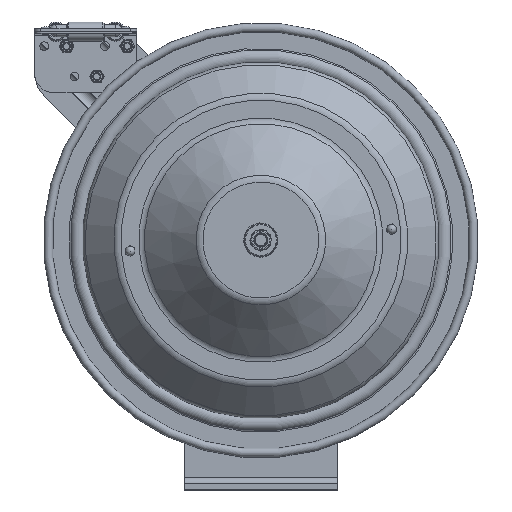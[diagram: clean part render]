
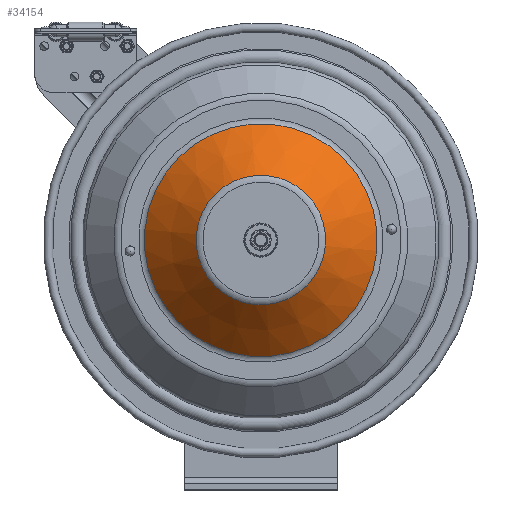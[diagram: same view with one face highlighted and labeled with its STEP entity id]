
A CAD part, top view. The second image highlights one B-rep face of the part: STEP entity #34154.
In plain terms, the highlighted conical face has half-angle 45 degrees and reference radius 89.911 mm.
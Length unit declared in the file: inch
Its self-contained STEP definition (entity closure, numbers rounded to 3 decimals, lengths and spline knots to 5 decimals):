
#3698=LINE('',#53433,#6535);
#6535=VECTOR('',#43496,3.53979);
#7984=CONICAL_SURFACE('',#37151,3.53979,0.785);
#8837=FACE_OUTER_BOUND('',#10465,.T.);
#10465=EDGE_LOOP('',(#27209,#27210,#27211,#27212,#27213,#27214,#27215,#27216));
#12453=CIRCLE('',#37148,2.53087);
#12454=CIRCLE('',#37149,2.53087);
#12455=CIRCLE('',#37150,2.53087);
#12456=CIRCLE('',#37152,4.54871);
#12457=CIRCLE('',#37153,4.54871);
#12458=CIRCLE('',#37154,4.54871);
#14949=VERTEX_POINT('',#53424);
#14950=VERTEX_POINT('',#53426);
#14951=VERTEX_POINT('',#53428);
#14952=VERTEX_POINT('',#53432);
#14953=VERTEX_POINT('',#53434);
#14954=VERTEX_POINT('',#53436);
#19838=EDGE_CURVE('',#14949,#14950,#12453,.T.);
#19839=EDGE_CURVE('',#14950,#14951,#12454,.T.);
#19840=EDGE_CURVE('',#14951,#14949,#12455,.T.);
#19841=EDGE_CURVE('',#14951,#14952,#3698,.T.);
#19842=EDGE_CURVE('',#14952,#14953,#12456,.T.);
#19843=EDGE_CURVE('',#14953,#14954,#12457,.T.);
#19844=EDGE_CURVE('',#14954,#14952,#12458,.T.);
#27209=ORIENTED_EDGE('',*,*,#19839,.F.);
#27210=ORIENTED_EDGE('',*,*,#19838,.F.);
#27211=ORIENTED_EDGE('',*,*,#19840,.F.);
#27212=ORIENTED_EDGE('',*,*,#19841,.T.);
#27213=ORIENTED_EDGE('',*,*,#19842,.T.);
#27214=ORIENTED_EDGE('',*,*,#19843,.T.);
#27215=ORIENTED_EDGE('',*,*,#19844,.T.);
#27216=ORIENTED_EDGE('',*,*,#19841,.F.);
#34154=ADVANCED_FACE('',(#8837),#7984,.T.);
#37148=AXIS2_PLACEMENT_3D('',#53427,#43488,#43489);
#37149=AXIS2_PLACEMENT_3D('',#53429,#43490,#43491);
#37150=AXIS2_PLACEMENT_3D('',#53430,#43492,#43493);
#37151=AXIS2_PLACEMENT_3D('',#53431,#43494,#43495);
#37152=AXIS2_PLACEMENT_3D('',#53435,#43497,#43498);
#37153=AXIS2_PLACEMENT_3D('',#53437,#43499,#43500);
#37154=AXIS2_PLACEMENT_3D('',#53438,#43501,#43502);
#43488=DIRECTION('center_axis',(0.,0.,
1.));
#43489=DIRECTION('ref_axis',(0.083,-0.997,0.));
#43490=DIRECTION('center_axis',(0.,0.,
1.));
#43491=DIRECTION('ref_axis',(0.083,-0.997,0.));
#43492=DIRECTION('center_axis',(0.,0.,
1.));
#43493=DIRECTION('ref_axis',(0.083,-0.997,0.));
#43494=DIRECTION('center_axis',(0.,0.,
-1.));
#43495=DIRECTION('ref_axis',(0.083,-0.997,0.));
#43496=DIRECTION('',(-0.059,0.705,-0.707));
#43497=DIRECTION('center_axis',(0.,0.,
1.));
#43498=DIRECTION('ref_axis',(0.083,-0.997,0.));
#43499=DIRECTION('center_axis',(0.,0.,
1.));
#43500=DIRECTION('ref_axis',(0.083,-0.997,0.));
#43501=DIRECTION('center_axis',(0.,0.,
1.));
#43502=DIRECTION('ref_axis',(0.083,-0.997,0.));
#53424=CARTESIAN_POINT('',(-2.55269,0.24606,8.47264));
#53426=CARTESIAN_POINT('',(0.17947,-2.06606,8.47264));
#53427=CARTESIAN_POINT('Origin',(-0.03055,0.45608,
8.47264));
#53428=CARTESIAN_POINT('',(-0.24057,2.97822,8.47264));
#53429=CARTESIAN_POINT('Origin',(-0.03055,0.45608,
8.47264));
#53430=CARTESIAN_POINT('Origin',(-0.03055,0.45608,
8.47264));
#53431=CARTESIAN_POINT('Origin',(-0.03055,0.45608,
7.46371));
#53432=CARTESIAN_POINT('',(-0.40802,4.9891,6.45479));
#53433=CARTESIAN_POINT('',(-0.3243,3.98366,7.46371));
#53434=CARTESIAN_POINT('',(-4.56357,0.07861,6.45479));
#53435=CARTESIAN_POINT('Origin',(-0.03055,0.45608,
6.45479));
#53436=CARTESIAN_POINT('',(0.34692,-4.07694,6.45479));
#53437=CARTESIAN_POINT('Origin',(-0.03055,0.45608,
6.45479));
#53438=CARTESIAN_POINT('Origin',(-0.03055,0.45608,
6.45479));
